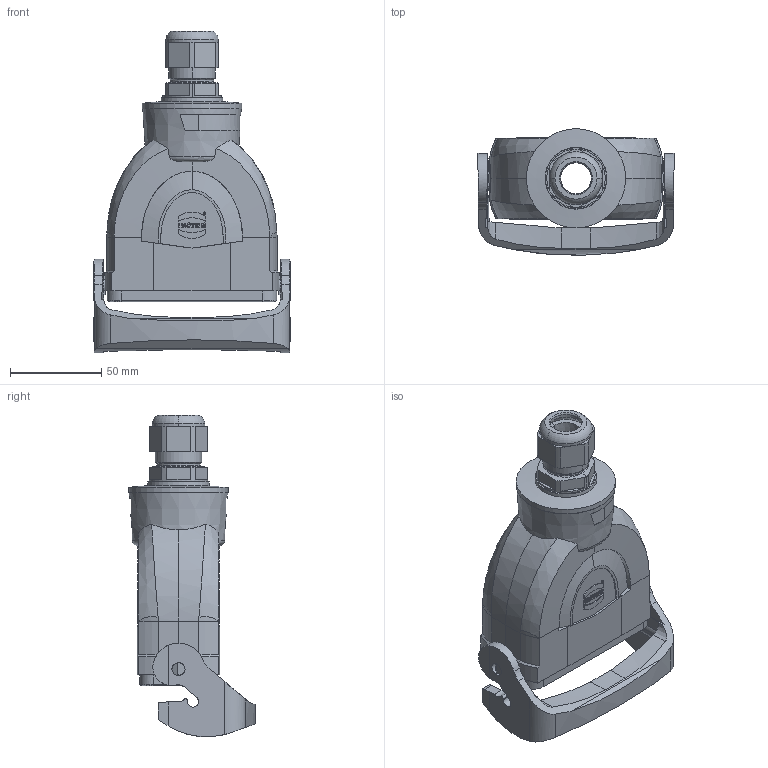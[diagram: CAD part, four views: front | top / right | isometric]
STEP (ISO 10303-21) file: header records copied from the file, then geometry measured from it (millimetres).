
FILE_DESCRIPTION(/* description */ (''),/* implementation_level */ '2;1');
FILE_NAME(/* name */ '100779135ugm000_d.stp',/* time_stamp */ '2022-07-06T14:46:17+02:00',/* author */ (''),/* organization */ (''),/* preprocessor_version */ 'ST-DEVELOPER v16.7',/* originating_system */ 'SIEMENS PLM Software NX 1911',/* authorisation */ '');
FILE_SCHEMA (('AUTOMOTIVE_DESIGN { 1 0 10303 214 3 1 1 1 }'));
Length unit declared in the file: millimetre
Products named in the file (1): 100779135ugm000_d
Bounding box: 107.5 x 69.2 x 176.33 mm (x, y, z)
Volume: 172448.1 mm3; surface area: 77651.8 mm2
Topology: 2 solids, 2 shells, 596 faces, 1643 edges, 1071 vertices
Faces by surface type: plane 334, cylinder 154, bspline 46, cone 37, torus 14, extrusion 11
Full cylindrical faces by diameter (mm): 1.006 x1, 1.477 x1, 3 x4, 3.5 x4, 7.2 x2, 25 x1, 38 x1, 54.4 x1
Entity records: 23121 total; most frequent: CARTESIAN_POINT 7043, ORIENTED_EDGE 3224, DIRECTION 2848, EDGE_CURVE 1612, VERTEX_POINT 1060, VECTOR 952, AXIS2_PLACEMENT_3D 948, LINE 941
